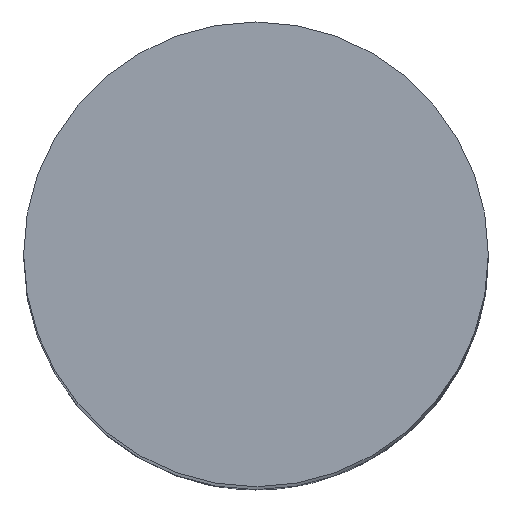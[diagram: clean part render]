
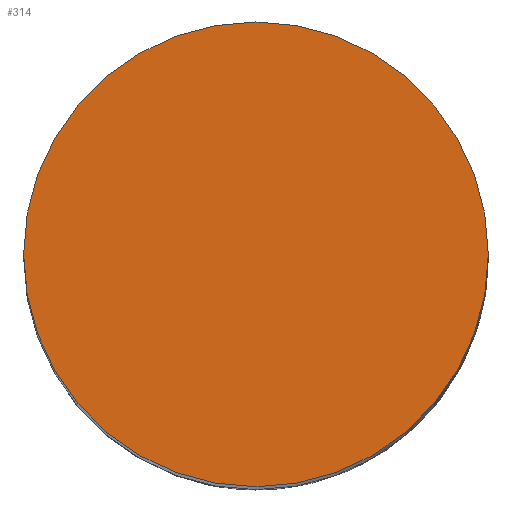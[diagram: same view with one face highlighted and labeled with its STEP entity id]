
A CAD part, top view. The second image highlights one B-rep face of the part: STEP entity #314.
In plain terms, the highlighted planar face has unit normal (0, 0, 1).
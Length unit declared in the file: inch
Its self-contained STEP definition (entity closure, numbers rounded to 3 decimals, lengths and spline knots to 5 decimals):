
#7 = PLANE ( 'NONE',  #20 ) ;
#20 = AXIS2_PLACEMENT_3D ( 'NONE', #164, #233, #168 ) ;
#29 = DIRECTION ( 'NONE',  ( 0., 0., 1. ) ) ;
#35 = DIRECTION ( 'NONE',  ( 1., 0., 0. ) ) ;
#81 = CARTESIAN_POINT ( 'NONE',  ( 0., 0., 0.75 ) ) ;
#164 = CARTESIAN_POINT ( 'NONE',  ( 0., 0., 0.75 ) ) ;
#168 = DIRECTION ( 'NONE',  ( 1., 0., 0. ) ) ;
#211 = CIRCLE ( 'NONE', #284, 0.18701 ) ;
#221 = EDGE_CURVE ( 'NONE', #445, #409, #211, .T. ) ;
#229 = DIRECTION ( 'NONE',  ( 0., 0., 1. ) ) ;
#233 = DIRECTION ( 'NONE',  ( 0., 0., 1. ) ) ;
#272 = EDGE_CURVE ( 'NONE', #409, #445, #355, .T. ) ;
#275 = FACE_OUTER_BOUND ( 'NONE', #331, .T. ) ;
#284 = AXIS2_PLACEMENT_3D ( 'NONE', #372, #29, #35 ) ;
#300 = ORIENTED_EDGE ( 'NONE', *, *, #272, .T. ) ;
#314 = ADVANCED_FACE ( 'NONE', ( #275 ), #7, .T. ) ;
#321 = CARTESIAN_POINT ( 'NONE',  ( 0.18701, 0., 0.75 ) ) ;
#331 = EDGE_LOOP ( 'NONE', ( #300, #406 ) ) ;
#348 = AXIS2_PLACEMENT_3D ( 'NONE', #81, #229, #408 ) ;
#355 = CIRCLE ( 'NONE', #348, 0.18701 ) ;
#372 = CARTESIAN_POINT ( 'NONE',  ( 0., 0., 0.75 ) ) ;
#405 = CARTESIAN_POINT ( 'NONE',  ( -0.18701, 0., 0.75 ) ) ;
#406 = ORIENTED_EDGE ( 'NONE', *, *, #221, .T. ) ;
#408 = DIRECTION ( 'NONE',  ( 1., 0., 0. ) ) ;
#409 = VERTEX_POINT ( 'NONE', #405 ) ;
#445 = VERTEX_POINT ( 'NONE', #321 ) ;
